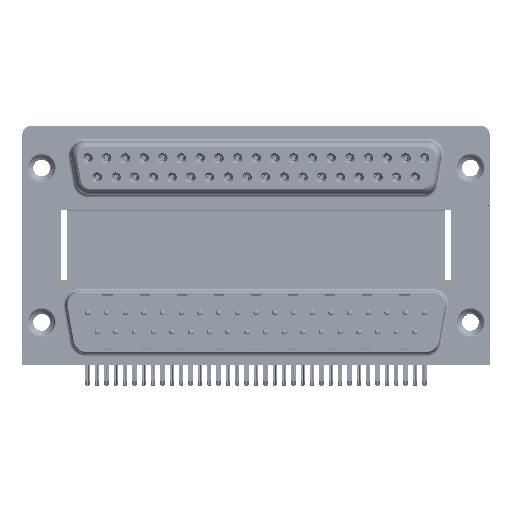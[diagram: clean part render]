
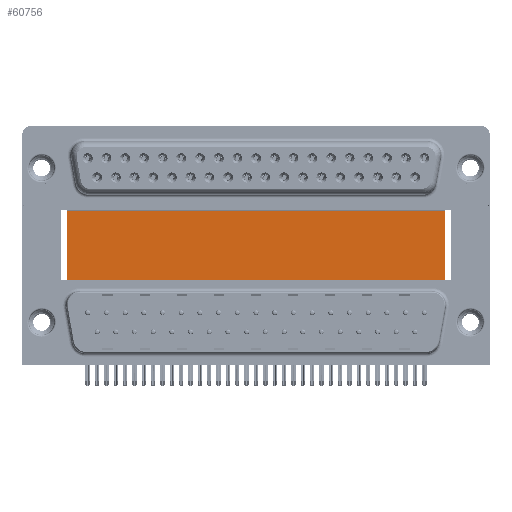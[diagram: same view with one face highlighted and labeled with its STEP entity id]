
A CAD part, top view. The second image highlights one B-rep face of the part: STEP entity #60756.
In plain terms, the highlighted planar face has unit normal (0, 0, 1).
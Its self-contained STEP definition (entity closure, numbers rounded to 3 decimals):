
#3154 = AXIS2_PLACEMENT_3D ( 'NONE', #69143, #52143, #30822 ) ;
#9608 = CARTESIAN_POINT ( 'NONE',  ( 59.71, 16.585, -12. ) ) ;
#10257 = EDGE_LOOP ( 'NONE', ( #34239, #24219, #58029, #54914 ) ) ;
#12257 = VERTEX_POINT ( 'NONE', #22484 ) ;
#14962 = CARTESIAN_POINT ( 'NONE',  ( 3.79, -3.735, -12. ) ) ;
#16164 = VERTEX_POINT ( 'NONE', #68674 ) ;
#19769 = EDGE_CURVE ( 'NONE', #67752, #33519, #69268, .T. ) ;
#19950 = CARTESIAN_POINT ( 'NONE',  ( 59.71, 16.585, -12. ) ) ;
#22484 = CARTESIAN_POINT ( 'NONE',  ( 3.79, -3.735, -12. ) ) ;
#22579 = VECTOR ( 'NONE', #49263, 1000. ) ;
#24219 = ORIENTED_EDGE ( 'NONE', *, *, #19769, .F. ) ;
#26336 = VECTOR ( 'NONE', #69982, 1000. ) ;
#26725 = DIRECTION ( 'NONE',  ( 1., 0., 0. ) ) ;
#28382 = LINE ( 'NONE', #59392, #63198 ) ;
#29572 = VECTOR ( 'NONE', #36612, 1000. ) ;
#30822 = DIRECTION ( 'NONE',  ( -1., 0., 0. ) ) ;
#33519 = VERTEX_POINT ( 'NONE', #46108 ) ;
#34239 = ORIENTED_EDGE ( 'NONE', *, *, #67482, .T. ) ;
#36612 = DIRECTION ( 'NONE',  ( 1., 0., 0. ) ) ;
#43920 = CARTESIAN_POINT ( 'NONE',  ( 3.79, 16.585, -12. ) ) ;
#46108 = CARTESIAN_POINT ( 'NONE',  ( 59.71, -3.735, -12. ) ) ;
#47265 = LINE ( 'NONE', #14962, #29572 ) ;
#49263 = DIRECTION ( 'NONE',  ( 0., -1., 0. ) ) ;
#52143 = DIRECTION ( 'NONE',  ( 0., 0., -1. ) ) ;
#54914 = ORIENTED_EDGE ( 'NONE', *, *, #62158, .T. ) ;
#54944 = LINE ( 'NONE', #43920, #22579 ) ;
#58029 = ORIENTED_EDGE ( 'NONE', *, *, #59967, .F. ) ;
#58517 = FACE_OUTER_BOUND ( 'NONE', #10257, .T. ) ;
#59392 = CARTESIAN_POINT ( 'NONE',  ( 3.79, 16.585, -12. ) ) ;
#59967 = EDGE_CURVE ( 'NONE', #16164, #67752, #28382, .T. ) ;
#60756 = ADVANCED_FACE ( 'NONE', ( #58517 ), #63843, .F. ) ;
#62158 = EDGE_CURVE ( 'NONE', #16164, #12257, #54944, .T. ) ;
#63198 = VECTOR ( 'NONE', #26725, 1000. ) ;
#63843 = PLANE ( 'NONE',  #3154 ) ;
#67482 = EDGE_CURVE ( 'NONE', #12257, #33519, #47265, .T. ) ;
#67752 = VERTEX_POINT ( 'NONE', #9608 ) ;
#68674 = CARTESIAN_POINT ( 'NONE',  ( 3.79, 16.585, -12. ) ) ;
#69143 = CARTESIAN_POINT ( 'NONE',  ( 3.79, 16.585, -12. ) ) ;
#69268 = LINE ( 'NONE', #19950, #26336 ) ;
#69982 = DIRECTION ( 'NONE',  ( 0., -1., 0. ) ) ;
